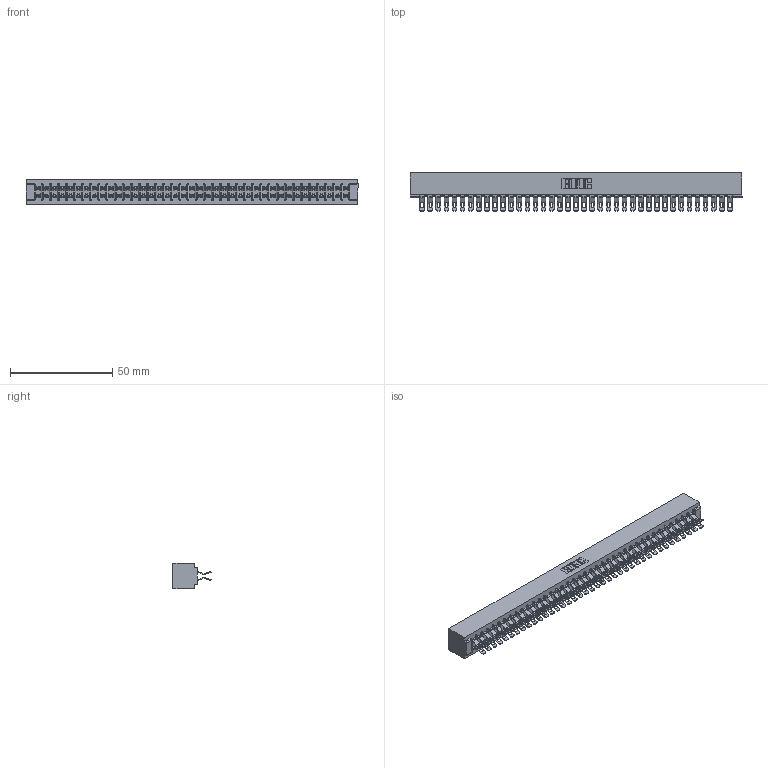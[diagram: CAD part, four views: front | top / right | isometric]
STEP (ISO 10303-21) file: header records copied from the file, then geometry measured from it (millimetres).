
FILE_DESCRIPTION (( 'STEP AP203' ), '1' );
FILE_NAME ('357-078-455-201.STEP', '2020-10-04T13:28:50', ( '' ), ( '' ), 'SwSTEP 2.0', 'SolidWorks 2020', '' );
FILE_SCHEMA (( 'CONFIG_CONTROL_DESIGN' ));
Length unit declared in the file: inch
Products named in the file (3): 357-078-455-201; 307-290-001_555; 307 Part_No Mounting Lugs
Assembly tree (79 placements, depth 2):
  357-078-455-201
    307 Part_No Mounting Lugs
    307-290-001_555  x78
Bounding box: 162.41 x 18.75 x 12.7 mm (x, y, z)
Volume: 18028.8 mm3; surface area: 23603.5 mm2
Topology: 79 solids, 79 shells, 4908 faces, 14417 edges, 9398 vertices
Faces by surface type: plane 2718, cylinder 2110, sphere 80
Entity records: 35311 total; most frequent: CARTESIAN_POINT 5779, ORIENTED_EDGE 5728, DIRECTION 5668, EDGE_CURVE 2864, LINE 2186, VECTOR 2186, VERTEX_POINT 1852, AXIS2_PLACEMENT_3D 1741
